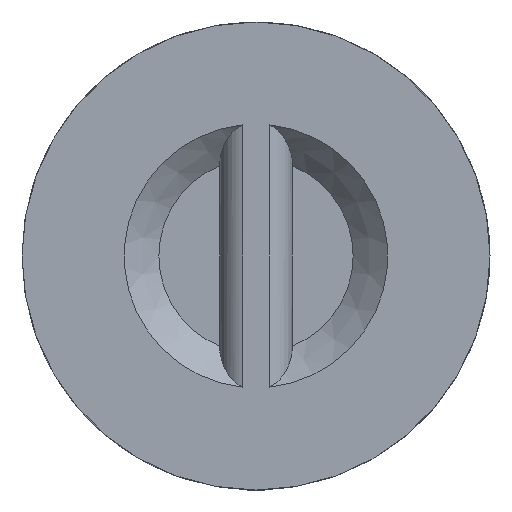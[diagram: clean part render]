
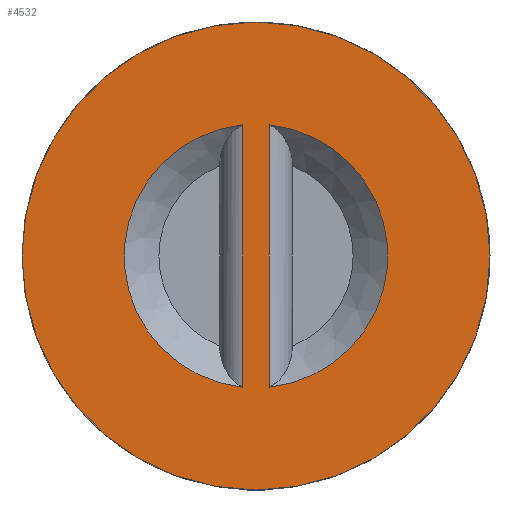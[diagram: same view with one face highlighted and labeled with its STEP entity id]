
A CAD part, left-side view. The second image highlights one B-rep face of the part: STEP entity #4532.
In plain terms, the highlighted planar face has unit normal (-1, 0, 0).
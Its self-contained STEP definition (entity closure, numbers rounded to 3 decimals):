
#4478=CARTESIAN_POINT('',(0.0,55.5,0.0));
#4479=DIRECTION('',(-1.0,0.0,0.0));
#4480=DIRECTION('',(0.0,0.0,1.0));
#4481=AXIS2_PLACEMENT_3D('',#4478,#4479,#4480);
#4482=PLANE('',#4481);
#4483=CARTESIAN_POINT('',(0.0,71.0,0.0));
#4484=VERTEX_POINT('',#4483);
#4485=CARTESIAN_POINT('',(0.0,0.0,0.0));
#4486=DIRECTION('',(1.0,0.0,0.0));
#4487=DIRECTION('',(0.0,1.0,0.0));
#4488=AXIS2_PLACEMENT_3D('',#4485,#4486,#4487);
#4489=CIRCLE('',#4488,71.0);
#4490=EDGE_CURVE('',#4484,#4484,#4489,.T.);
#4491=ORIENTED_EDGE('',*,*,#4490,.F.);
#4492=EDGE_LOOP('',(#4491));
#4493=FACE_OUTER_BOUND('',#4492,.T.);
#4494=CARTESIAN_POINT('',(0.0,4.,-39.799));
#4495=VERTEX_POINT('',#4494);
#4496=CARTESIAN_POINT('',(0.0,4.,39.799));
#4497=VERTEX_POINT('',#4496);
#4498=CARTESIAN_POINT('',(0.0,0.0,0.0));
#4499=DIRECTION('',(1.0,0.0,0.0));
#4500=DIRECTION('',(0.0,1.0,0.0));
#4501=AXIS2_PLACEMENT_3D('',#4498,#4499,#4500);
#4502=CIRCLE('',#4501,40.);
#4503=EDGE_CURVE('',#4495,#4497,#4502,.T.);
#4504=ORIENTED_EDGE('',*,*,#4503,.T.);
#4505=CARTESIAN_POINT('',(0.0,4.0,-39.799));
#4506=DIRECTION('',(0.0,0.0,1.0));
#4507=VECTOR('',#4506,79.599);
#4508=LINE('',#4505,#4507);
#4509=EDGE_CURVE('',#4495,#4497,#4508,.T.);
#4510=ORIENTED_EDGE('',*,*,#4509,.F.);
#4511=EDGE_LOOP('',(#4504,#4510));
#4512=FACE_BOUND('',#4511,.T.);
#4513=CARTESIAN_POINT('',(0.0,-4.,-39.799));
#4514=VERTEX_POINT('',#4513);
#4515=CARTESIAN_POINT('',(0.0,-4.,39.799));
#4516=VERTEX_POINT('',#4515);
#4517=CARTESIAN_POINT('',(0.0,-4.0,-39.799));
#4518=DIRECTION('',(0.0,0.0,1.0));
#4519=VECTOR('',#4518,79.599);
#4520=LINE('',#4517,#4519);
#4521=EDGE_CURVE('',#4514,#4516,#4520,.T.);
#4522=ORIENTED_EDGE('',*,*,#4521,.T.);
#4523=CARTESIAN_POINT('',(0.0,0.0,0.0));
#4524=DIRECTION('',(1.0,0.0,0.0));
#4525=DIRECTION('',(0.0,1.0,0.0));
#4526=AXIS2_PLACEMENT_3D('',#4523,#4524,#4525);
#4527=CIRCLE('',#4526,40.);
#4528=EDGE_CURVE('',#4516,#4514,#4527,.T.);
#4529=ORIENTED_EDGE('',*,*,#4528,.T.);
#4530=EDGE_LOOP('',(#4522,#4529));
#4531=FACE_BOUND('',#4530,.T.);
#4532=ADVANCED_FACE('',(#4493,#4512,#4531),#4482,.T.);
